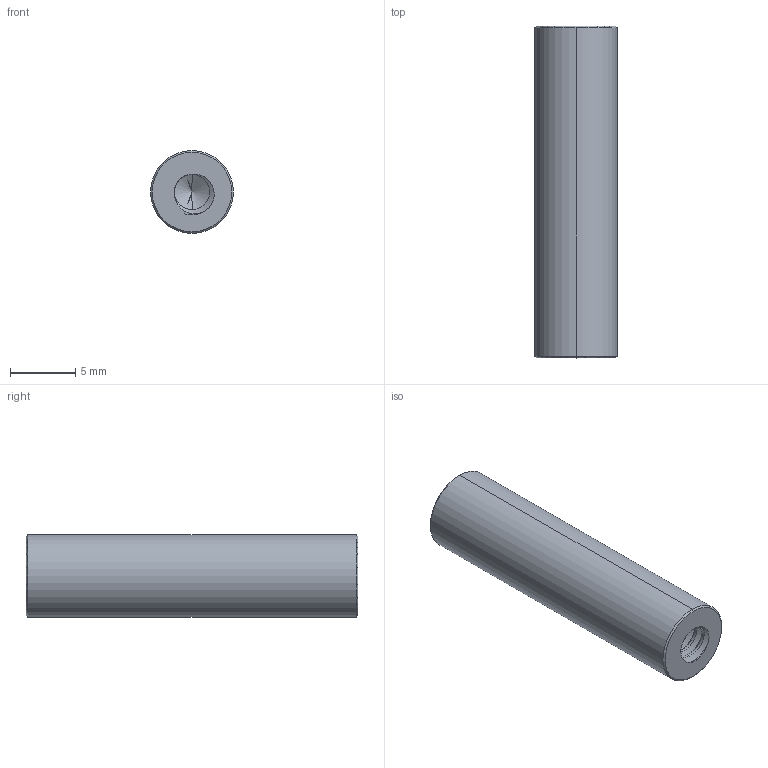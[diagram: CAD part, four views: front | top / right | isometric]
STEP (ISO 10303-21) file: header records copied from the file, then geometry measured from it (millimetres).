
FILE_DESCRIPTION (( 'STEP AP203' ), '1' );
FILE_NAME ('633130.STEP', '2016-08-26T19:08:46', ( '' ), ( '' ), 'SwSTEP 2.0', 'SolidWorks 2014', '' );
FILE_SCHEMA (( 'CONFIG_CONTROL_DESIGN' ));
Length unit declared in the file: inch
Products named in the file (1): 633130
Bounding box: 6.34 x 25.4 x 6.34 mm (x, y, z)
Volume: 675.4 mm3; surface area: 817.4 mm2
Topology: 1 solids, 1 shells, 102 faces, 292 edges, 190 vertices
Faces by surface type: cylinder 86, cone 10, bspline 4, plane 2
Entity records: 5863 total; most frequent: CARTESIAN_POINT 3633, ORIENTED_EDGE 576, DIRECTION 342, EDGE_CURVE 288, VERTEX_POINT 190, AXIS2_PLACEMENT_3D 125, EDGE_LOOP 104, FACE_OUTER_BOUND 102
